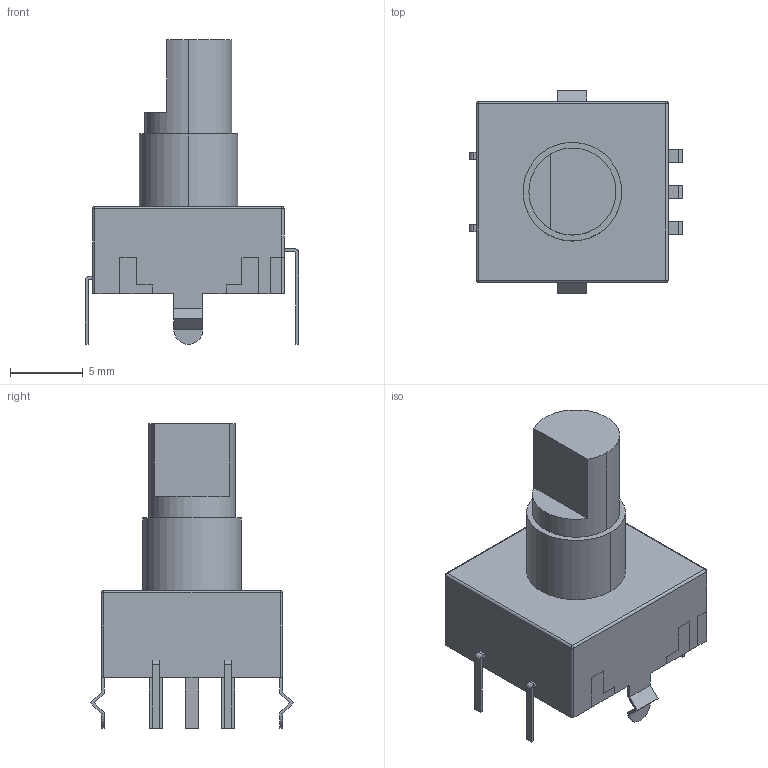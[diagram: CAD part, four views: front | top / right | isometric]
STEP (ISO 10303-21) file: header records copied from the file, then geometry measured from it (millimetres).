
FILE_DESCRIPTION (( 'STEP AP214' ), '1' );
FILE_NAME ('RE130F-41-175F-12P.STEP', '2023-07-19T14:42:03', ( '' ), ( '' ), 'SwSTEP 2.0', 'SolidWorks 2022', '' );
FILE_SCHEMA (( 'AUTOMOTIVE_DESIGN' ));
Length unit declared in the file: millimetre
Products named in the file (1): RE130F-41-175F-12P
Bounding box: 14.7 x 14 x 21 mm (x, y, z)
Volume: 1335.4 mm3; surface area: 1402 mm2
Topology: 4 solids, 4 shells, 131 faces, 336 edges, 216 vertices
Faces by surface type: plane 99, cylinder 28, sphere 4
Entity records: 5211 total; most frequent: CARTESIAN_POINT 680, ORIENTED_EDGE 664, DIRECTION 654, EDGE_CURVE 332, LINE 274, VECTOR 274, VERTEX_POINT 216, AXIS2_PLACEMENT_3D 190
